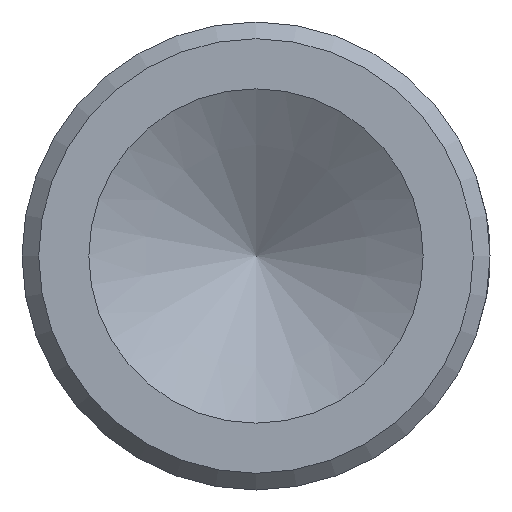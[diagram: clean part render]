
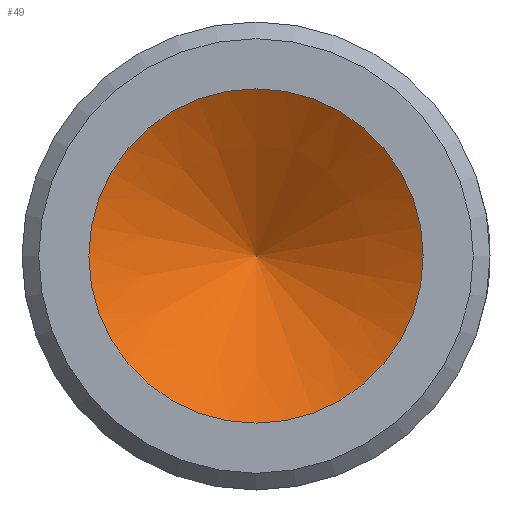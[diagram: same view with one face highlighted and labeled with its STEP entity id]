
A CAD part, front view. The second image highlights one B-rep face of the part: STEP entity #49.
In plain terms, the highlighted conical face has half-angle 59 degrees and reference radius 5 mm.
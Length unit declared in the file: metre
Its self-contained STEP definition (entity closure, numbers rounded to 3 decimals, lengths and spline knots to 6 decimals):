
#49 = ADVANCED_FACE( '', ( #96, #97 ), #98, .F. );
#96 = FACE_OUTER_BOUND( '', #148, .T. );
#97 = FACE_BOUND( '', #149, .T. );
#98 = CONICAL_SURFACE( '', #150, 0.005, 1.03 );
#148 = EDGE_LOOP( '', ( #203 ) );
#149 = VERTEX_LOOP( '', #204 );
#150 = AXIS2_PLACEMENT_3D( '', #205, #206, #207 );
#203 = ORIENTED_EDGE( '', *, *, #261, .F. );
#204 = VERTEX_POINT( '', #262 );
#205 = CARTESIAN_POINT( '', ( 0., -0.05, 0. ) );
#206 = DIRECTION( '', ( 0., -1., 0. ) );
#207 = DIRECTION( '', ( 0., 0., 1. ) );
#261 = EDGE_CURVE( '', #294, #294, #295, .T. );
#262 = CARTESIAN_POINT( '', ( 0., -0.046996, 0. ) );
#294 = VERTEX_POINT( '', #403 );
#295 = CIRCLE( '', #404, 0.005 );
#403 = CARTESIAN_POINT( '', ( 0., -0.05, 0.005 ) );
#404 = AXIS2_PLACEMENT_3D( '', #434, #435, #436 );
#434 = CARTESIAN_POINT( '', ( 0., -0.05, 0. ) );
#435 = DIRECTION( '', ( 0., 1., 0. ) );
#436 = DIRECTION( '', ( 0., 0., 1. ) );
